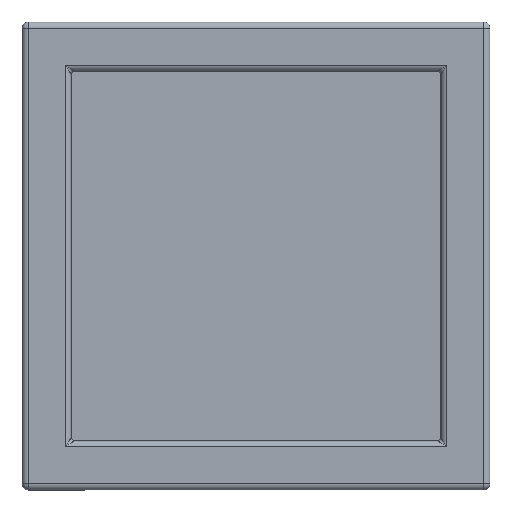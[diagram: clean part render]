
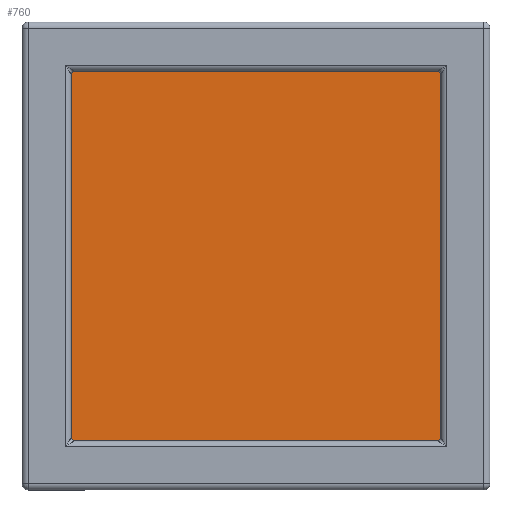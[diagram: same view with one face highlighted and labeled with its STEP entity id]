
A CAD part, top view. The second image highlights one B-rep face of the part: STEP entity #760.
In plain terms, the highlighted planar face has unit normal (0, 0, 1).
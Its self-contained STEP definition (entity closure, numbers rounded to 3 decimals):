
#10=CARTESIAN_POINT('',(1.647,-37.103,-11.));
#20=DIRECTION('',(0.,0.,-1.));
#30=DIRECTION('',(-1.,0.,0.));
#40=AXIS2_PLACEMENT_3D('',#10,#20,#30);
#50=PLANE('',#40);
#60=CARTESIAN_POINT('',(3.4,24.6,-11.));
#70=DIRECTION('',(0.,0.,1.));
#80=DIRECTION('',(1.,0.,0.));
#90=AXIS2_PLACEMENT_3D('',#60,#70,#80);
#100=CIRCLE('',#90,3.9);
#110=CARTESIAN_POINT('',(3.4,28.5,-11.));
#120=VERTEX_POINT('',#110);
#130=CARTESIAN_POINT('',(-0.5,24.6,-11.));
#140=VERTEX_POINT('',#130);
#150=EDGE_CURVE('',#120,#140,#100,.T.);
#160=ORIENTED_EDGE('',*,*,#150,.T.);
#170=CARTESIAN_POINT('',(1.647,28.5,-11.));
#180=DIRECTION('',(1.,0.,0.));
#190=VECTOR('',#180,1.);
#200=LINE('',#170,#190);
#210=CARTESIAN_POINT('',(62.6,28.5,-11.));
#220=VERTEX_POINT('',#210);
#230=EDGE_CURVE('',#120,#220,#200,.T.);
#240=ORIENTED_EDGE('',*,*,#230,.F.);
#250=CARTESIAN_POINT('',(62.6,24.6,-11.));
#260=DIRECTION('',(0.,0.,-1.));
#270=DIRECTION('',(-1.,0.,0.));
#280=AXIS2_PLACEMENT_3D('',#250,#260,#270);
#290=CIRCLE('',#280,3.9);
#300=CARTESIAN_POINT('',(66.5,24.6,-11.));
#310=VERTEX_POINT('',#300);
#320=EDGE_CURVE('',#220,#310,#290,.T.);
#330=ORIENTED_EDGE('',*,*,#320,.F.);
#340=CARTESIAN_POINT('',(66.5,-37.103,-11.));
#350=DIRECTION('',(0.,-1.,0.));
#360=VECTOR('',#350,1.);
#370=LINE('',#340,#360);
#380=CARTESIAN_POINT('',(66.5,-34.6,-11.));
#390=VERTEX_POINT('',#380);
#400=EDGE_CURVE('',#310,#390,#370,.T.);
#410=ORIENTED_EDGE('',*,*,#400,.F.);
#420=CARTESIAN_POINT('',(62.6,-34.6,-11.));
#430=DIRECTION('',(0.,0.,1.));
#440=DIRECTION('',(1.,0.,0.));
#450=AXIS2_PLACEMENT_3D('',#420,#430,#440);
#460=CIRCLE('',#450,3.9);
#470=CARTESIAN_POINT('',(62.6,-38.5,-11.));
#480=VERTEX_POINT('',#470);
#490=EDGE_CURVE('',#480,#390,#460,.T.);
#500=ORIENTED_EDGE('',*,*,#490,.T.);
#510=CARTESIAN_POINT('',(1.647,-38.5,-11.));
#520=DIRECTION('',(-1.,0.,0.));
#530=VECTOR('',#520,1.);
#540=LINE('',#510,#530);
#550=CARTESIAN_POINT('',(3.4,-38.5,-11.));
#560=VERTEX_POINT('',#550);
#570=EDGE_CURVE('',#480,#560,#540,.T.);
#580=ORIENTED_EDGE('',*,*,#570,.F.);
#590=CARTESIAN_POINT('',(3.4,-34.6,-11.));
#600=DIRECTION('',(0.,0.,-1.));
#610=DIRECTION('',(-1.,0.,0.));
#620=AXIS2_PLACEMENT_3D('',#590,#600,#610);
#630=CIRCLE('',#620,3.9);
#640=CARTESIAN_POINT('',(-0.5,-34.6,-11.));
#650=VERTEX_POINT('',#640);
#660=EDGE_CURVE('',#560,#650,#630,.T.);
#670=ORIENTED_EDGE('',*,*,#660,.F.);
#680=CARTESIAN_POINT('',(-0.5,-37.103,-11.));
#690=DIRECTION('',(0.,1.,0.));
#700=VECTOR('',#690,1.);
#710=LINE('',#680,#700);
#720=EDGE_CURVE('',#650,#140,#710,.T.);
#730=ORIENTED_EDGE('',*,*,#720,.F.);
#740=EDGE_LOOP('',(#730,#670,#580,#500,#410,#330,#240,#160));
#750=FACE_OUTER_BOUND('',#740,.T.);
#760=ADVANCED_FACE('',(#750),#50,.F.);
